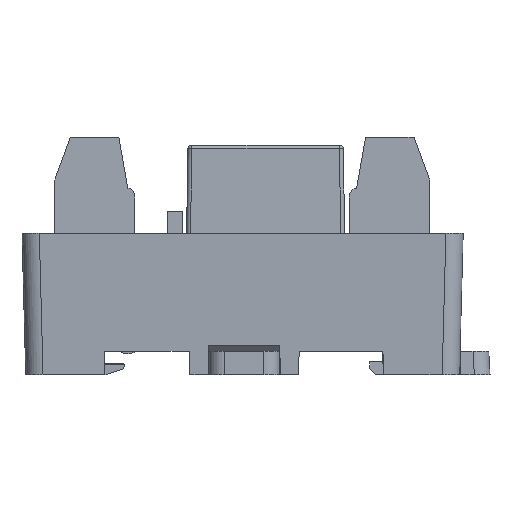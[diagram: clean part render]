
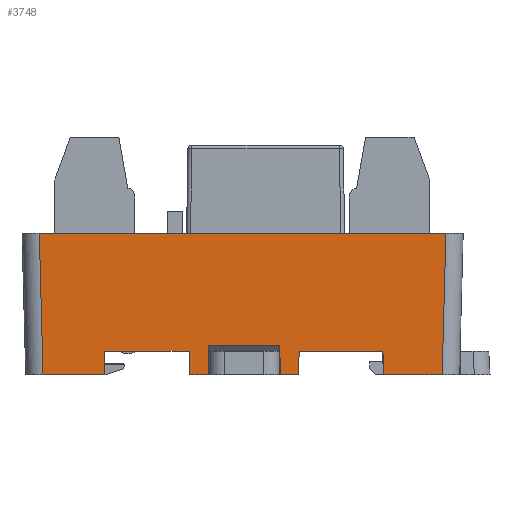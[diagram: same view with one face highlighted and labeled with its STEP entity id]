
A CAD part, left-side view. The second image highlights one B-rep face of the part: STEP entity #3748.
In plain terms, the highlighted planar face has unit normal (-1, 0, -0.026).
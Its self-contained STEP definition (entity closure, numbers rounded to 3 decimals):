
#2386=FACE_OUTER_BOUND('',#6919,.T.);
#3748=ADVANCED_FACE('',(#2386),#5142,.T.);
#5142=PLANE('',#26584);
#6919=EDGE_LOOP('',(#9261,#9262,#9263,#9264,#9265,#9266,#9267,#9268,#9269,
#9270,#9271,#9272,#9273,#9274,#9275,#9276));
#9261=ORIENTED_EDGE('',*,*,#18136,.T.);
#9262=ORIENTED_EDGE('',*,*,#18193,.T.);
#9263=ORIENTED_EDGE('',*,*,#18163,.T.);
#9264=ORIENTED_EDGE('',*,*,#18186,.F.);
#9265=ORIENTED_EDGE('',*,*,#17950,.T.);
#9266=ORIENTED_EDGE('',*,*,#18194,.F.);
#9267=ORIENTED_EDGE('',*,*,#18195,.F.);
#9268=ORIENTED_EDGE('',*,*,#18196,.T.);
#9269=ORIENTED_EDGE('',*,*,#18197,.F.);
#9270=ORIENTED_EDGE('',*,*,#18198,.T.);
#9271=ORIENTED_EDGE('',*,*,#18199,.F.);
#9272=ORIENTED_EDGE('',*,*,#18200,.T.);
#9273=ORIENTED_EDGE('',*,*,#17936,.T.);
#9274=ORIENTED_EDGE('',*,*,#18126,.T.);
#9275=ORIENTED_EDGE('',*,*,#18118,.T.);
#9276=ORIENTED_EDGE('',*,*,#18201,.T.);
#15666=VERTEX_POINT('',#36260);
#15667=VERTEX_POINT('',#36262);
#15680=VERTEX_POINT('',#36288);
#15681=VERTEX_POINT('',#36290);
#15810=VERTEX_POINT('',#36622);
#15811=VERTEX_POINT('',#36624);
#15821=VERTEX_POINT('',#36658);
#15822=VERTEX_POINT('',#36660);
#15840=VERTEX_POINT('',#36707);
#15841=VERTEX_POINT('',#36709);
#15853=VERTEX_POINT('',#36769);
#15854=VERTEX_POINT('',#36771);
#15855=VERTEX_POINT('',#36773);
#15856=VERTEX_POINT('',#36775);
#15857=VERTEX_POINT('',#36777);
#15858=VERTEX_POINT('',#36779);
#17936=EDGE_CURVE('',#15667,#15666,#21344,.T.);
#17950=EDGE_CURVE('',#15681,#15680,#21356,.T.);
#18118=EDGE_CURVE('',#15811,#15810,#21517,.T.);
#18126=EDGE_CURVE('',#15666,#15811,#21525,.T.);
#18136=EDGE_CURVE('',#15822,#15821,#21533,.T.);
#18163=EDGE_CURVE('',#15841,#15840,#21556,.T.);
#18186=EDGE_CURVE('',#15681,#15840,#21576,.T.);
#18193=EDGE_CURVE('',#15821,#15841,#21583,.T.);
#18194=EDGE_CURVE('',#15853,#15680,#21584,.T.);
#18195=EDGE_CURVE('',#15854,#15853,#21585,.T.);
#18196=EDGE_CURVE('',#15854,#15855,#21586,.T.);
#18197=EDGE_CURVE('',#15856,#15855,#21587,.T.);
#18198=EDGE_CURVE('',#15856,#15857,#21588,.T.);
#18199=EDGE_CURVE('',#15858,#15857,#21589,.T.);
#18200=EDGE_CURVE('',#15858,#15667,#21590,.T.);
#18201=EDGE_CURVE('',#15810,#15822,#21591,.T.);
#21344=LINE('',#36261,#24023);
#21356=LINE('',#36289,#24035);
#21517=LINE('',#36623,#24196);
#21525=LINE('',#36638,#24204);
#21533=LINE('',#36659,#24212);
#21556=LINE('',#36708,#24235);
#21576=LINE('',#36756,#24255);
#21583=LINE('',#36767,#24262);
#21584=LINE('',#36768,#24263);
#21585=LINE('',#36770,#24264);
#21586=LINE('',#36772,#24265);
#21587=LINE('',#36774,#24266);
#21588=LINE('',#36776,#24267);
#21589=LINE('',#36778,#24268);
#21590=LINE('',#36780,#24269);
#21591=LINE('',#36781,#24270);
#24023=VECTOR('',#28990,1.);
#24035=VECTOR('',#29006,1.);
#24196=VECTOR('',#29253,1.);
#24204=VECTOR('',#29265,1.);
#24212=VECTOR('',#29287,1.);
#24235=VECTOR('',#29324,1.);
#24255=VECTOR('',#29376,1.);
#24262=VECTOR('',#29391,1.);
#24263=VECTOR('',#29392,1.);
#24264=VECTOR('',#29393,1.);
#24265=VECTOR('',#29394,1.);
#24266=VECTOR('',#29395,1.);
#24267=VECTOR('',#29396,1.);
#24268=VECTOR('',#29397,1.);
#24269=VECTOR('',#29398,1.);
#24270=VECTOR('',#29399,1.);
#26584=AXIS2_PLACEMENT_3D('',#36782,#29400,#29401);
#28990=DIRECTION('',(0.,-1.,0.));
#29006=DIRECTION('',(0.,-1.,0.));
#29253=DIRECTION('',(0.,-1.,0.));
#29265=DIRECTION('',(0.026,-0.017,-1.));
#29287=DIRECTION('',(0.,1.,0.));
#29324=DIRECTION('',(0.,-1.,0.));
#29376=DIRECTION('',(0.026,0.017,-1.));
#29391=DIRECTION('',(0.026,-0.026,-0.999));
#29392=DIRECTION('',(-0.026,0.035,0.999));
#29393=DIRECTION('',(0.,1.,0.));
#29394=DIRECTION('',(-0.026,-0.009,1.));
#29395=DIRECTION('',(0.,1.,0.));
#29396=DIRECTION('',(0.026,-0.009,-1.));
#29397=DIRECTION('',(0.,1.,0.));
#29398=DIRECTION('',(-0.026,-0.035,0.999));
#29399=DIRECTION('',(-0.026,-0.026,0.999));
#29400=DIRECTION('',(-1.,0.,-0.026));
#29401=DIRECTION('',(-0.026,0.,1.));
#36260=CARTESIAN_POINT('',(-28.557,10.2,-15.));
#36261=CARTESIAN_POINT('',(-28.557,27.85,-15.));
#36262=CARTESIAN_POINT('',(-28.557,20.85,-15.));
#36288=CARTESIAN_POINT('',(-28.557,34.85,-15.));
#36289=CARTESIAN_POINT('',(-28.557,27.85,-15.));
#36290=CARTESIAN_POINT('',(-28.557,45.6,-15.));
#36622=CARTESIAN_POINT('',(-28.479,2.671,-18.));
#36623=CARTESIAN_POINT('',(-28.479,27.85,-18.));
#36624=CARTESIAN_POINT('',(-28.479,10.148,-18.));
#36638=CARTESIAN_POINT('',(-28.958,10.467,0.309));
#36658=CARTESIAN_POINT('',(-28.95,53.901,0.));
#36659=CARTESIAN_POINT('',(-28.95,28.35,0.));
#36660=CARTESIAN_POINT('',(-28.95,2.199,0.));
#36707=CARTESIAN_POINT('',(-28.479,45.652,-18.));
#36708=CARTESIAN_POINT('',(-28.479,28.35,-18.));
#36709=CARTESIAN_POINT('',(-28.479,53.429,-18.));
#36756=CARTESIAN_POINT('',(-28.526,45.621,-16.204));
#36767=CARTESIAN_POINT('',(-28.933,53.884,-0.66));
#36768=CARTESIAN_POINT('',(-28.526,34.808,-16.202));
#36769=CARTESIAN_POINT('',(-28.479,34.745,-18.));
#36770=CARTESIAN_POINT('',(-28.479,27.85,-18.));
#36771=CARTESIAN_POINT('',(-28.479,32.426,-18.));
#36772=CARTESIAN_POINT('',(-28.526,32.411,-16.204));
#36773=CARTESIAN_POINT('',(-28.576,32.394,-14.274));
#36774=CARTESIAN_POINT('',(-28.576,237.295,-14.274));
#36775=CARTESIAN_POINT('',(-28.576,23.306,-14.274));
#36776=CARTESIAN_POINT('',(-28.526,23.29,-16.204));
#36777=CARTESIAN_POINT('',(-28.479,23.274,-18.));
#36778=CARTESIAN_POINT('',(-28.479,27.85,-18.));
#36779=CARTESIAN_POINT('',(-28.479,20.955,-18.));
#36780=CARTESIAN_POINT('',(-28.943,20.336,-0.282));
#36781=CARTESIAN_POINT('',(-28.933,2.217,-0.66));
#36782=CARTESIAN_POINT('',(-28.95,28.35,-0.003));
